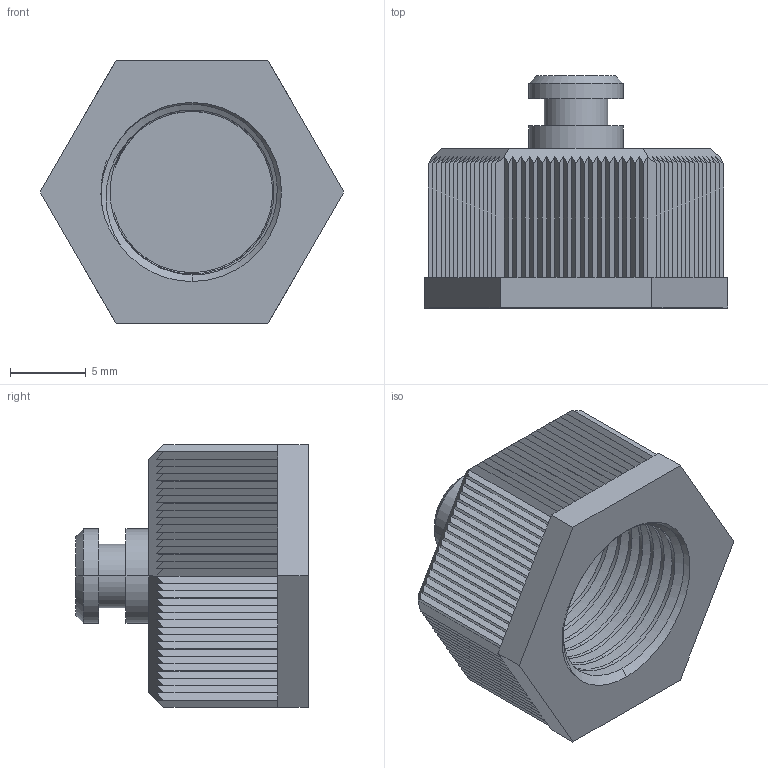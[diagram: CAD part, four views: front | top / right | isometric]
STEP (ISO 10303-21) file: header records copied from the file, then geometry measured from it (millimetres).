
FILE_DESCRIPTION (( 'STEP AP203' ), '1' );
FILE_NAME ('P279-PCNM12x1.0-0.STEP', '2020-03-31T07:07:17', ( 'edpusr' ), ( 'Microsoft' ), 'SwSTEP 2.0', 'SolidWorks 2015', '' );
FILE_SCHEMA (( 'CONFIG_CONTROL_DESIGN' ));
Length unit declared in the file: millimetre
Products named in the file (1): P279-PCNM12x1.0-0
Bounding box: 20 x 15.3 x 17.32 mm (x, y, z)
Volume: 1848.9 mm3; surface area: 2162.7 mm2
Topology: 1 solids, 1 shells, 357 faces, 937 edges, 586 vertices
Faces by surface type: plane 325, cylinder 23, cone 5, bspline 4
Entity records: 12545 total; most frequent: CARTESIAN_POINT 3877, ORIENTED_EDGE 1874, DIRECTION 1616, EDGE_CURVE 937, LINE 870, VECTOR 870, VERTEX_POINT 586, AXIS2_PLACEMENT_3D 373
